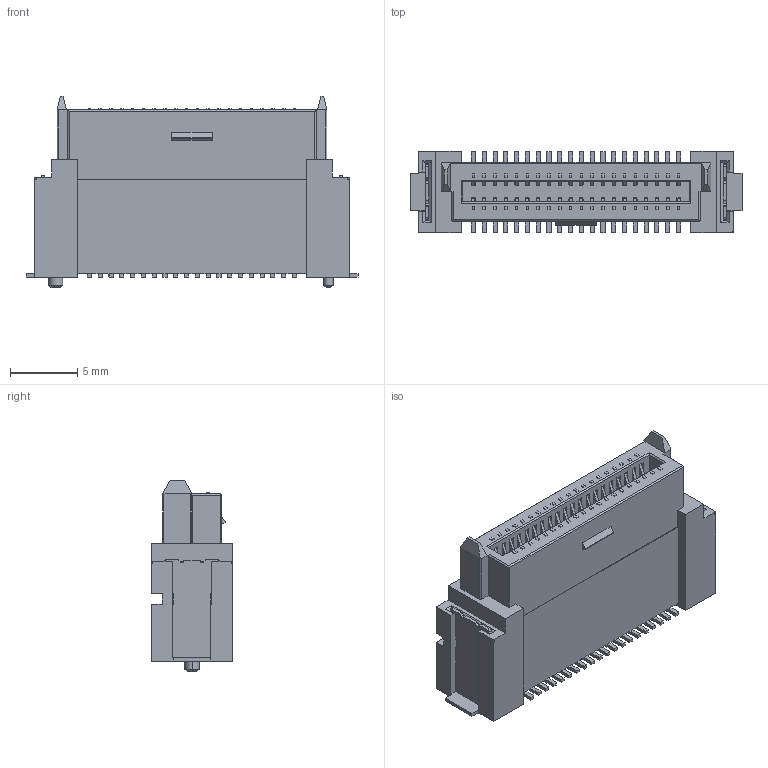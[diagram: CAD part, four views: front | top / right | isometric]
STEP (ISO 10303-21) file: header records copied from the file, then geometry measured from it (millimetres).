
FILE_DESCRIPTION( ('This file contains a STEP AP42 implementation' ,'as created by ZW3D STEP Interface translator.') ,'2;1' );
FILE_NAME( '3614-SXXX-124XXX01.stp' ,'23 321.134310', (''), ('ZWCAD Software Co.'), 'Version 1.0', 'ZW3D to STEP translator', '' );
FILE_SCHEMA(('AUTOMOTIVE_DESIGN { 1 0 10303 214 1 1 1 1 }'));
Length unit declared in the file: millimetre
Products named in the file (2): 0; 3614-SXXX-124XXX01
Bounding box: 24.6 x 6 x 14.2 mm (x, y, z)
Volume: 1094.5 mm3; surface area: 1361.2 mm2
Topology: 1 solids, 3 shells, 1108 faces, 3180 edges, 2102 vertices
Faces by surface type: plane 941, cylinder 99, bspline 56, cone 12
Entity records: 40447 total; most frequent: CARTESIAN_POINT 11835, ORIENTED_EDGE 6360, DIRECTION 4584, EDGE_CURVE 3180, VECTOR 2366, LINE 2366, VERTEX_POINT 2102, EDGE_LOOP 1214
